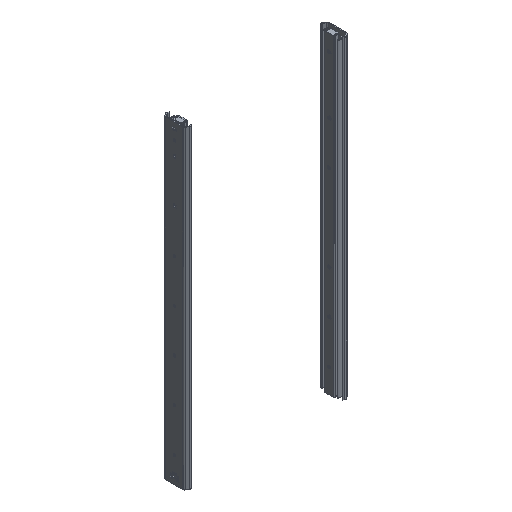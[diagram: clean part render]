
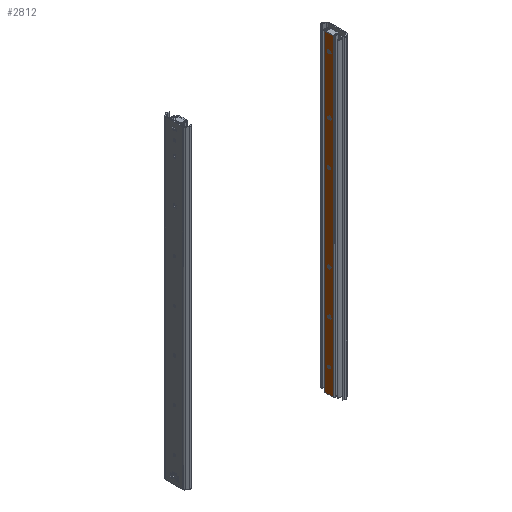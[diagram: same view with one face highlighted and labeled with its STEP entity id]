
A CAD part, isometric view. The second image highlights one B-rep face of the part: STEP entity #2812.
In plain terms, the highlighted face is planar.
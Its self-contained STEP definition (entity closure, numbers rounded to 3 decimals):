
#146=FACE_BOUND('',#507,.T.);
#147=FACE_BOUND('',#508,.T.);
#148=FACE_BOUND('',#509,.T.);
#149=FACE_BOUND('',#510,.T.);
#150=FACE_BOUND('',#511,.T.);
#151=FACE_BOUND('',#512,.T.);
#214=PLANE('',#3184);
#341=FACE_OUTER_BOUND('',#506,.T.);
#506=EDGE_LOOP('',(#2468,#2469,#2470,#2471));
#507=EDGE_LOOP('',(#2472));
#508=EDGE_LOOP('',(#2473));
#509=EDGE_LOOP('',(#2474));
#510=EDGE_LOOP('',(#2475));
#511=EDGE_LOOP('',(#2476));
#512=EDGE_LOOP('',(#2477));
#752=LINE('',#4818,#995);
#754=LINE('',#4844,#997);
#755=LINE('',#4846,#998);
#756=LINE('',#4847,#999);
#995=VECTOR('',#3926,10.);
#997=VECTOR('',#3938,10.);
#998=VECTOR('',#3939,10.);
#999=VECTOR('',#3940,10.);
#1111=CIRCLE('',#3146,2.9);
#1113=CIRCLE('',#3150,2.9);
#1115=CIRCLE('',#3154,2.9);
#1117=CIRCLE('',#3158,2.9);
#1119=CIRCLE('',#3162,2.9);
#1120=CIRCLE('',#3164,2.9);
#1352=VERTEX_POINT('',#4725);
#1354=VERTEX_POINT('',#4733);
#1356=VERTEX_POINT('',#4741);
#1358=VERTEX_POINT('',#4749);
#1360=VERTEX_POINT('',#4757);
#1361=VERTEX_POINT('',#4761);
#1375=VERTEX_POINT('',#4815);
#1376=VERTEX_POINT('',#4817);
#1382=VERTEX_POINT('',#4843);
#1383=VERTEX_POINT('',#4845);
#1704=EDGE_CURVE('',#1352,#1352,#1111,.T.);
#1708=EDGE_CURVE('',#1354,#1354,#1113,.T.);
#1712=EDGE_CURVE('',#1356,#1356,#1115,.T.);
#1716=EDGE_CURVE('',#1358,#1358,#1117,.T.);
#1720=EDGE_CURVE('',#1360,#1360,#1119,.T.);
#1722=EDGE_CURVE('',#1361,#1361,#1120,.T.);
#1744=EDGE_CURVE('',#1375,#1376,#752,.T.);
#1751=EDGE_CURVE('',#1375,#1382,#754,.T.);
#1752=EDGE_CURVE('',#1383,#1382,#755,.T.);
#1753=EDGE_CURVE('',#1383,#1376,#756,.T.);
#2468=ORIENTED_EDGE('',*,*,#1744,.F.);
#2469=ORIENTED_EDGE('',*,*,#1751,.T.);
#2470=ORIENTED_EDGE('',*,*,#1752,.F.);
#2471=ORIENTED_EDGE('',*,*,#1753,.T.);
#2472=ORIENTED_EDGE('',*,*,#1722,.T.);
#2473=ORIENTED_EDGE('',*,*,#1720,.T.);
#2474=ORIENTED_EDGE('',*,*,#1716,.T.);
#2475=ORIENTED_EDGE('',*,*,#1712,.T.);
#2476=ORIENTED_EDGE('',*,*,#1704,.T.);
#2477=ORIENTED_EDGE('',*,*,#1708,.T.);
#2812=ADVANCED_FACE('',(#341,#146,#147,#148,#149,#150,#151),#214,.T.);
#3146=AXIS2_PLACEMENT_3D('',#4726,#3837,#3838);
#3150=AXIS2_PLACEMENT_3D('',#4734,#3847,#3848);
#3154=AXIS2_PLACEMENT_3D('',#4742,#3857,#3858);
#3158=AXIS2_PLACEMENT_3D('',#4750,#3867,#3868);
#3162=AXIS2_PLACEMENT_3D('',#4758,#3877,#3878);
#3164=AXIS2_PLACEMENT_3D('',#4762,#3882,#3883);
#3184=AXIS2_PLACEMENT_3D('',#4842,#3936,#3937);
#3837=DIRECTION('center_axis',(-1.,0.,0.));
#3838=DIRECTION('ref_axis',(0.,0.,1.));
#3847=DIRECTION('center_axis',(-1.,0.,0.));
#3848=DIRECTION('ref_axis',(0.,0.,1.));
#3857=DIRECTION('center_axis',(-1.,0.,0.));
#3858=DIRECTION('ref_axis',(0.,0.,1.));
#3867=DIRECTION('center_axis',(-1.,0.,0.));
#3868=DIRECTION('ref_axis',(0.,0.,1.));
#3877=DIRECTION('center_axis',(-1.,0.,0.));
#3878=DIRECTION('ref_axis',(0.,0.,1.));
#3882=DIRECTION('center_axis',(-1.,0.,0.));
#3883=DIRECTION('ref_axis',(0.,0.,1.));
#3926=DIRECTION('',(0.,1.,0.));
#3936=DIRECTION('center_axis',(1.,0.,0.));
#3937=DIRECTION('ref_axis',(0.,-1.,0.));
#3938=DIRECTION('',(0.,0.,-1.));
#3939=DIRECTION('',(0.,-1.,0.));
#3940=DIRECTION('',(0.,0.,1.));
#4725=CARTESIAN_POINT('',(8.,0.,-37.9));
#4726=CARTESIAN_POINT('Origin',(8.,0.,-35.));
#4733=CARTESIAN_POINT('',(8.,0.,-165.9));
#4734=CARTESIAN_POINT('Origin',(8.,0.,-163.));
#4741=CARTESIAN_POINT('',(8.,0.,-261.9));
#4742=CARTESIAN_POINT('Origin',(8.,0.,-259.));
#4749=CARTESIAN_POINT('',(8.,0.,-453.9));
#4750=CARTESIAN_POINT('Origin',(8.,0.,-451.));
#4757=CARTESIAN_POINT('',(8.,0.,-549.9));
#4758=CARTESIAN_POINT('Origin',(8.,0.,-547.));
#4761=CARTESIAN_POINT('',(8.,0.,-645.9));
#4762=CARTESIAN_POINT('Origin',(8.,0.,-643.));
#4815=CARTESIAN_POINT('',(8.,-9.7,0.));
#4817=CARTESIAN_POINT('',(8.,9.7,0.));
#4818=CARTESIAN_POINT('',(8.,-11.283,0.));
#4842=CARTESIAN_POINT('Origin',(8.,11.283,0.));
#4843=CARTESIAN_POINT('',(8.,-9.7,-697.));
#4844=CARTESIAN_POINT('',(8.,-9.7,0.));
#4845=CARTESIAN_POINT('',(8.,9.7,-697.));
#4846=CARTESIAN_POINT('',(8.,-11.283,-697.));
#4847=CARTESIAN_POINT('',(8.,9.7,0.));
